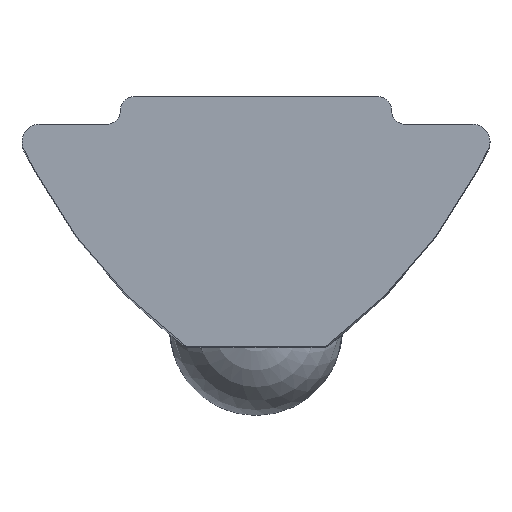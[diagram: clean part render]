
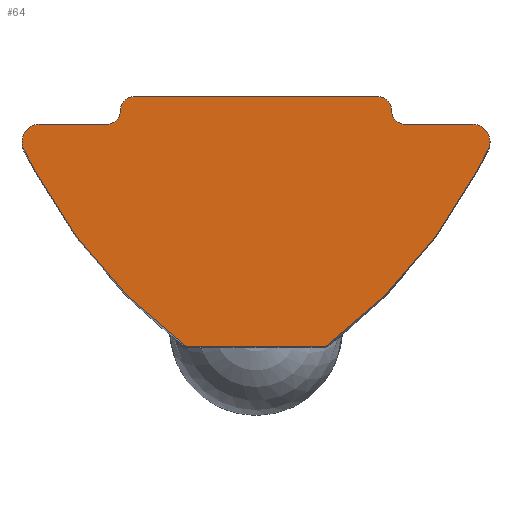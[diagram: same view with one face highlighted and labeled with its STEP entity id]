
A CAD part, top view. The second image highlights one B-rep face of the part: STEP entity #64.
In plain terms, the highlighted planar face has unit normal (0, 0, 1).
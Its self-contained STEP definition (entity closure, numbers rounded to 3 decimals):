
#64 = ADVANCED_FACE( '', ( #140 ), #141, .T. );
#140 = FACE_OUTER_BOUND( '', #232, .T. );
#141 = PLANE( '', #233 );
#232 = EDGE_LOOP( '', ( #361, #362, #363, #364, #365, #366, #367, #368, #369, #370, #371, #372, #373, #374 ) );
#233 = AXIS2_PLACEMENT_3D( '', #375, #376, #377 );
#361 = ORIENTED_EDGE( '', *, *, #560, .T. );
#362 = ORIENTED_EDGE( '', *, *, #561, .T. );
#363 = ORIENTED_EDGE( '', *, *, #562, .T. );
#364 = ORIENTED_EDGE( '', *, *, #563, .T. );
#365 = ORIENTED_EDGE( '', *, *, #557, .T. );
#366 = ORIENTED_EDGE( '', *, *, #530, .T. );
#367 = ORIENTED_EDGE( '', *, *, #564, .T. );
#368 = ORIENTED_EDGE( '', *, *, #565, .T. );
#369 = ORIENTED_EDGE( '', *, *, #566, .T. );
#370 = ORIENTED_EDGE( '', *, *, #567, .F. );
#371 = ORIENTED_EDGE( '', *, *, #523, .T. );
#372 = ORIENTED_EDGE( '', *, *, #568, .T. );
#373 = ORIENTED_EDGE( '', *, *, #569, .T. );
#374 = ORIENTED_EDGE( '', *, *, #570, .F. );
#375 = CARTESIAN_POINT( '', ( -6.233, -0.5, 11. ) );
#376 = DIRECTION( '', ( 0., 0., 1. ) );
#377 = DIRECTION( '', ( 1., 0., 0. ) );
#523 = EDGE_CURVE( '', #612, #610, #613, .T. );
#530 = EDGE_CURVE( '', #625, #623, #626, .T. );
#557 = EDGE_CURVE( '', #670, #625, #671, .T. );
#560 = EDGE_CURVE( '', #674, #675, #676, .T. );
#561 = EDGE_CURVE( '', #675, #677, #678, .T. );
#562 = EDGE_CURVE( '', #677, #679, #680, .T. );
#563 = EDGE_CURVE( '', #679, #670, #681, .T. );
#564 = EDGE_CURVE( '', #623, #682, #683, .T. );
#565 = EDGE_CURVE( '', #682, #684, #685, .T. );
#566 = EDGE_CURVE( '', #684, #686, #687, .T. );
#567 = EDGE_CURVE( '', #612, #686, #688, .T. );
#568 = EDGE_CURVE( '', #610, #689, #690, .T. );
#569 = EDGE_CURVE( '', #689, #691, #692, .T. );
#570 = EDGE_CURVE( '', #674, #691, #693, .T. );
#610 = VERTEX_POINT( '', #738 );
#612 = VERTEX_POINT( '', #741 );
#613 = CIRCLE( '', #742, 0.4 );
#623 = VERTEX_POINT( '', #767 );
#625 = VERTEX_POINT( '', #770 );
#626 = CIRCLE( '', #771, 15. );
#670 = VERTEX_POINT( '', #839 );
#671 = LINE( '', #840, #841 );
#674 = VERTEX_POINT( '', #845 );
#675 = VERTEX_POINT( '', #846 );
#676 = LINE( '', #847, #848 );
#677 = VERTEX_POINT( '', #849 );
#678 = CIRCLE( '', #850, 0.5 );
#679 = VERTEX_POINT( '', #851 );
#680 = LINE( '', #852, #853 );
#681 = CIRCLE( '', #854, 15. );
#682 = VERTEX_POINT( '', #855 );
#683 = LINE( '', #856, #857 );
#684 = VERTEX_POINT( '', #858 );
#685 = CIRCLE( '', #859, 0.5 );
#686 = VERTEX_POINT( '', #860 );
#687 = LINE( '', #861, #862 );
#688 = CIRCLE( '', #863, 0.4 );
#689 = VERTEX_POINT( '', #864 );
#690 = LINE( '', #865, #866 );
#691 = VERTEX_POINT( '', #867 );
#692 = CIRCLE( '', #868, 0.4 );
#693 = CIRCLE( '', #869, 0.4 );
#738 = CARTESIAN_POINT( '', ( 3.5, 0.8, 11. ) );
#741 = CARTESIAN_POINT( '', ( 3.9, 0.4, 11. ) );
#742 = AXIS2_PLACEMENT_3D( '', #952, #953, #954 );
#767 = CARTESIAN_POINT( '', ( 6.364, -1.322, 11. ) );
#770 = CARTESIAN_POINT( '', ( 2., -6.4, 11. ) );
#771 = AXIS2_PLACEMENT_3D( '', #961, #962, #963 );
#839 = CARTESIAN_POINT( '', ( -2., -6.4, 11. ) );
#840 = CARTESIAN_POINT( '', ( -2., -6.4, 11. ) );
#841 = VECTOR( '', #1006, 1000. );
#845 = CARTESIAN_POINT( '', ( -4.3, 0., 11. ) );
#846 = CARTESIAN_POINT( '', ( -6.233, 0., 11. ) );
#847 = CARTESIAN_POINT( '', ( -4.3, 0., 11. ) );
#848 = VECTOR( '', #1008, 1000. );
#849 = CARTESIAN_POINT( '', ( -6.675, -0.733, 11. ) );
#850 = AXIS2_PLACEMENT_3D( '', #1009, #1010, #1011 );
#851 = CARTESIAN_POINT( '', ( -6.364, -1.322, 11. ) );
#852 = CARTESIAN_POINT( '', ( -6.675, -0.733, 11. ) );
#853 = VECTOR( '', #1012, 1000. );
#854 = AXIS2_PLACEMENT_3D( '', #1013, #1014, #1015 );
#855 = CARTESIAN_POINT( '', ( 6.675, -0.733, 11. ) );
#856 = CARTESIAN_POINT( '', ( 6.364, -1.322, 11. ) );
#857 = VECTOR( '', #1016, 1000. );
#858 = CARTESIAN_POINT( '', ( 6.233, 0., 11. ) );
#859 = AXIS2_PLACEMENT_3D( '', #1017, #1018, #1019 );
#860 = CARTESIAN_POINT( '', ( 4.3, 0., 11. ) );
#861 = CARTESIAN_POINT( '', ( 6.233, 0., 11. ) );
#862 = VECTOR( '', #1020, 1000. );
#863 = AXIS2_PLACEMENT_3D( '', #1021, #1022, #1023 );
#864 = CARTESIAN_POINT( '', ( -3.5, 0.8, 11. ) );
#865 = CARTESIAN_POINT( '', ( 3.5, 0.8, 11. ) );
#866 = VECTOR( '', #1024, 1000. );
#867 = CARTESIAN_POINT( '', ( -3.9, 0.4, 11. ) );
#868 = AXIS2_PLACEMENT_3D( '', #1025, #1026, #1027 );
#869 = AXIS2_PLACEMENT_3D( '', #1028, #1029, #1030 );
#952 = CARTESIAN_POINT( '', ( 3.5, 0.4, 11. ) );
#953 = DIRECTION( '', ( 0., 0., 1. ) );
#954 = DIRECTION( '', ( 1., 0., 0. ) );
#961 = CARTESIAN_POINT( '', ( -6.906, 5.67, 11. ) );
#962 = DIRECTION( '', ( 0., 0., 1. ) );
#963 = DIRECTION( '', ( 1., 0., 0. ) );
#1006 = DIRECTION( '', ( 1., 0., 0. ) );
#1008 = DIRECTION( '', ( -1., 0., 0. ) );
#1009 = CARTESIAN_POINT( '', ( -6.233, -0.5, 11. ) );
#1010 = DIRECTION( '', ( 0., 0., 1. ) );
#1011 = DIRECTION( '', ( 1., 0., 0. ) );
#1012 = DIRECTION( '', ( 0.466, -0.885, 0. ) );
#1013 = CARTESIAN_POINT( '', ( 6.906, 5.67, 11. ) );
#1014 = DIRECTION( '', ( 0., 0., 1. ) );
#1015 = DIRECTION( '', ( 1., 0., 0. ) );
#1016 = DIRECTION( '', ( 0.466, 0.885, 0. ) );
#1017 = CARTESIAN_POINT( '', ( 6.233, -0.5, 11. ) );
#1018 = DIRECTION( '', ( 0., 0., 1. ) );
#1019 = DIRECTION( '', ( 1., 0., 0. ) );
#1020 = DIRECTION( '', ( -1., 0., 0. ) );
#1021 = CARTESIAN_POINT( '', ( 4.3, 0.4, 11. ) );
#1022 = DIRECTION( '', ( 0., 0., 1. ) );
#1023 = DIRECTION( '', ( 1., 0., 0. ) );
#1024 = DIRECTION( '', ( -1., 0., 0. ) );
#1025 = CARTESIAN_POINT( '', ( -3.5, 0.4, 11. ) );
#1026 = DIRECTION( '', ( 0., 0., 1. ) );
#1027 = DIRECTION( '', ( 1., 0., 0. ) );
#1028 = CARTESIAN_POINT( '', ( -4.3, 0.4, 11. ) );
#1029 = DIRECTION( '', ( 0., 0., 1. ) );
#1030 = DIRECTION( '', ( 1., 0., 0. ) );
